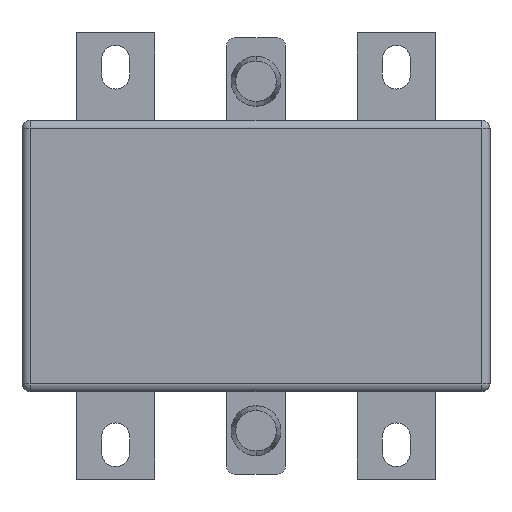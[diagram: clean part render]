
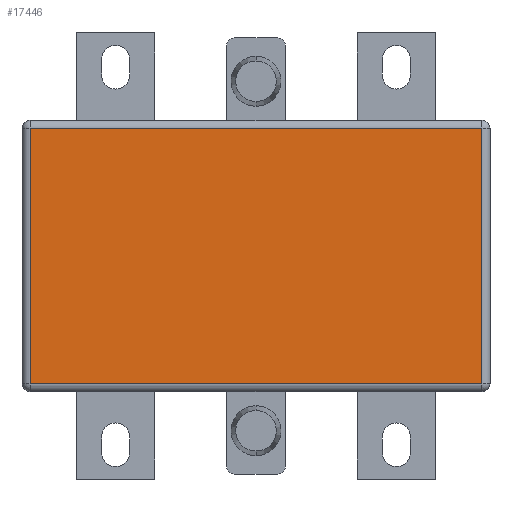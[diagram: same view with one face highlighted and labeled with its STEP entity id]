
A CAD part, front view. The second image highlights one B-rep face of the part: STEP entity #17446.
In plain terms, the highlighted planar face has unit normal (0, -1, 0).
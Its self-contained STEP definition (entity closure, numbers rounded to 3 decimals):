
#1397 = VECTOR ( 'NONE', #12304, 1000. ) ;
#1932 = DIRECTION ( 'NONE',  ( 0., 0., 1. ) ) ;
#2546 = ORIENTED_EDGE ( 'NONE', *, *, #15444, .T. ) ;
#2751 = VERTEX_POINT ( 'NONE', #25315 ) ;
#3218 = VECTOR ( 'NONE', #6208, 1000. ) ;
#3899 = CARTESIAN_POINT ( 'NONE',  ( -36.2, -41., 21.75 ) ) ;
#4099 = CARTESIAN_POINT ( 'NONE',  ( -37.5, -41., 21.75 ) ) ;
#6011 = DIRECTION ( 'NONE',  ( -1., 0., 0. ) ) ;
#6014 = LINE ( 'NONE', #21651, #29674 ) ;
#6208 = DIRECTION ( 'NONE',  ( 0., 0., -1. ) ) ;
#6923 = AXIS2_PLACEMENT_3D ( 'NONE', #4099, #15609, #1932 ) ;
#9181 = FACE_OUTER_BOUND ( 'NONE', #16089, .T. ) ;
#11002 = PLANE ( 'NONE',  #6923 ) ;
#12277 = CARTESIAN_POINT ( 'NONE',  ( -36.2, -41., 20.45 ) ) ;
#12304 = DIRECTION ( 'NONE',  ( 1., 0., 0. ) ) ;
#12858 = CARTESIAN_POINT ( 'NONE',  ( 36.2, -41., -20.45 ) ) ;
#14651 = LINE ( 'NONE', #3899, #3218 ) ;
#15265 = EDGE_CURVE ( 'NONE', #2751, #18349, #18895, .T. ) ;
#15312 = EDGE_CURVE ( 'NONE', #18349, #22562, #6014, .T. ) ;
#15411 = EDGE_CURVE ( 'NONE', #22562, #20320, #26879, .T. ) ;
#15444 = EDGE_CURVE ( 'NONE', #20320, #2751, #14651, .T. ) ;
#15609 = DIRECTION ( 'NONE',  ( 0., 1., 0. ) ) ;
#16089 = EDGE_LOOP ( 'NONE', ( #26666, #17190, #25402, #2546 ) ) ;
#16918 = CARTESIAN_POINT ( 'NONE',  ( -37.5, -41., -20.45 ) ) ;
#17122 = DIRECTION ( 'NONE',  ( 0., 0., 1. ) ) ;
#17190 = ORIENTED_EDGE ( 'NONE', *, *, #15312, .T. ) ;
#17446 = ADVANCED_FACE ( 'NONE', ( #9181 ), #11002, .F. ) ;
#18349 = VERTEX_POINT ( 'NONE', #12858 ) ;
#18895 = LINE ( 'NONE', #16918, #1397 ) ;
#20320 = VERTEX_POINT ( 'NONE', #12277 ) ;
#20752 = VECTOR ( 'NONE', #6011, 1000. ) ;
#21651 = CARTESIAN_POINT ( 'NONE',  ( 36.2, -41., 21.75 ) ) ;
#22562 = VERTEX_POINT ( 'NONE', #24924 ) ;
#24924 = CARTESIAN_POINT ( 'NONE',  ( 36.2, -41., 20.45 ) ) ;
#25315 = CARTESIAN_POINT ( 'NONE',  ( -36.2, -41., -20.45 ) ) ;
#25402 = ORIENTED_EDGE ( 'NONE', *, *, #15411, .T. ) ;
#26666 = ORIENTED_EDGE ( 'NONE', *, *, #15265, .T. ) ;
#26879 = LINE ( 'NONE', #28858, #20752 ) ;
#28858 = CARTESIAN_POINT ( 'NONE',  ( -37.5, -41., 20.45 ) ) ;
#29674 = VECTOR ( 'NONE', #17122, 1000. ) ;
